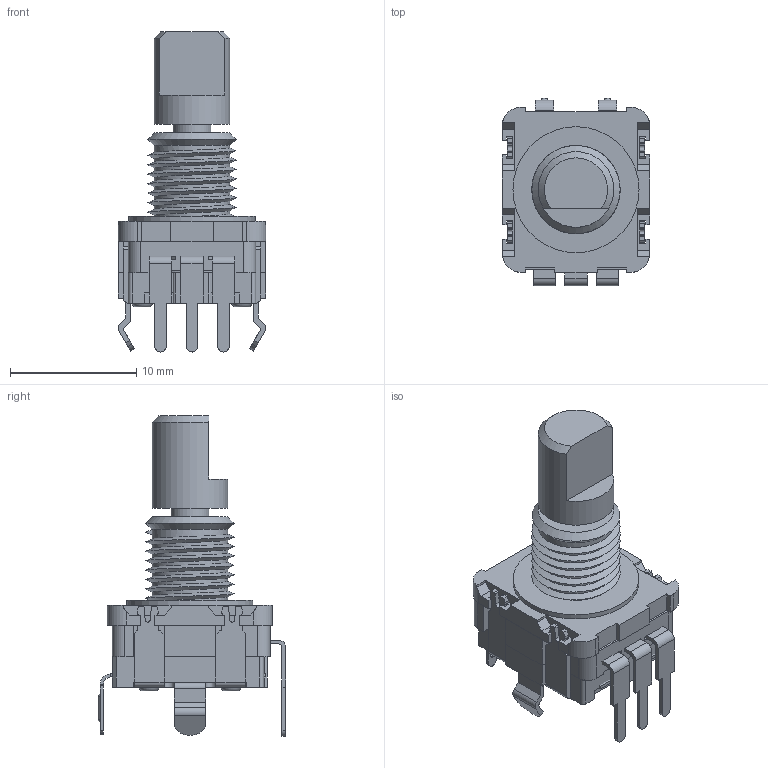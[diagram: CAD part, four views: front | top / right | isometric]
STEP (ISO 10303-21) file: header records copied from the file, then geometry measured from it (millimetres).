
FILE_DESCRIPTION(/* description */ (''),/* implementation_level */ '2;1');
FILE_NAME(/* name */ 'PRS11R-415F-Sxxxx.stp',/* time_stamp */ '2020-03-26T13:43:03+08:00',/* author */ ('jia'),/* organization */ (''),/* preprocessor_version */ 'ST-DEVELOPER v15.2',/* originating_system */ 'Autodesk Inventor 2014',/* authorisation */ '');
FILE_SCHEMA (('AUTOMOTIVE_DESIGN { 1 0 10303 214 3 1 1 }'));
Length unit declared in the file: millimetre
Products named in the file (16): PN4F38FCS-1.2; 軸 軸受block; 1R220977; 3RB6D10F1; 3NB85900_L; 3NB85900_.ipt; 實體2; 實體2A; 1R240550; 1R600471H; 0.5SW 絕緣外蓋; 組合_0.5SW_block; EL block + 0.5SW block; 2R31098E; 2N0211F2; PRS11R-415F-Sxxxx
Bounding box: 11.7 x 14.87 x 25.38 mm (x, y, z)
Volume: 975.8 mm3; surface area: 2633.1 mm2
Topology: 11 solids, 11 shells, 856 faces, 2306 edges, 1507 vertices
Faces by surface type: plane 570, cylinder 235, cone 31, sphere 10, torus 8, bspline 2
Full cylindrical faces by diameter (mm): 0.62 x2, 0.65 x5, 0.79 x4, 0.8 x6, 0.85 x4, 0.95 x3, 1.2 x4, 2.4 x1, 3 x1, 3.04 x1, 4.7 x1, 5.2 x1, 6 x1, 8.5 x1, 10 x1
Entity records: 27286 total; most frequent: CARTESIAN_POINT 5270, DIRECTION 4525, ORIENTED_EDGE 4454, EDGE_CURVE 2227, LINE 1669, VECTOR 1669, VERTEX_POINT 1492, AXIS2_PLACEMENT_3D 1428
